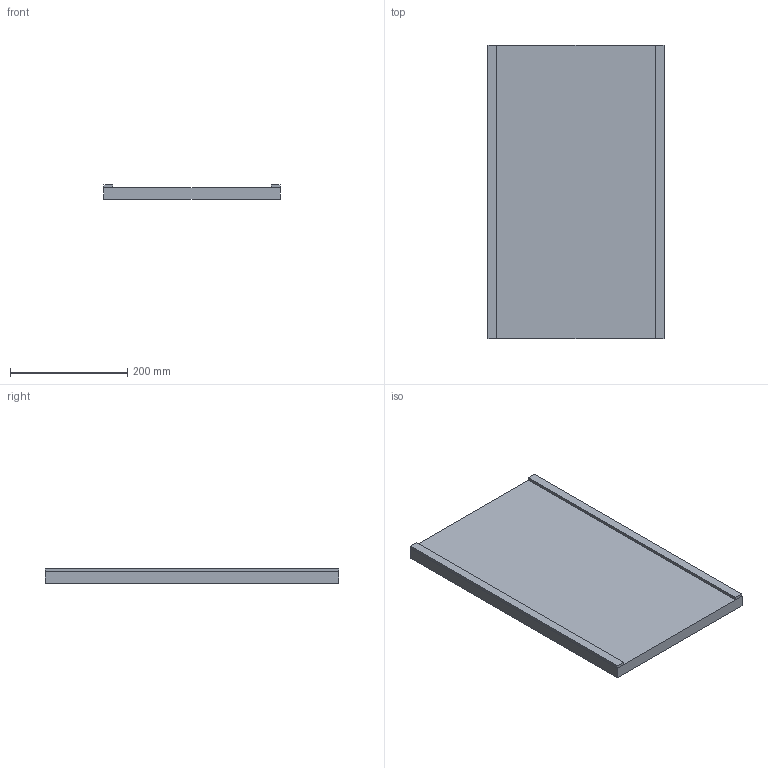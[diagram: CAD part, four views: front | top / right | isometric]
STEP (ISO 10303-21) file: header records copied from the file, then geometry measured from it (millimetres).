
FILE_DESCRIPTION(/* description */ (''),/* implementation_level */ '2;1');
FILE_NAME(/* name */ 'assy_straight_both_white.stp',/* time_stamp */ '2017-11-16T15:51:25-07:00',/* author */ ('Platform'),/* organization */ (''),/* preprocessor_version */ 'ST-DEVELOPER v16.13',/* originating_system */ 'Autodesk Inventor 2018',/* authorisation */ '');
FILE_SCHEMA (('AUTOMOTIVE_DESIGN { 1 0 10303 214 3 1 1 }'));
Products named in the file (3): assy_straight_both_white; upper_plate_straight v1; straight_line
Assembly tree (3 placements, depth 2):
  assy_straight_both_white
    upper_plate_straight v1
    straight_line  x2
Bounding box: 300 x 500 x 25 mm (x, y, z)
Volume: 3075000 mm3; surface area: 372300 mm2
Topology: 3 solids, 3 shells, 18 faces, 36 edges, 24 vertices
Faces by surface type: plane 18
Entity records: 459 total; most frequent: DIRECTION 62, CARTESIAN_POINT 59, ORIENTED_EDGE 48, LINE 24, VECTOR 24, EDGE_CURVE 24, AXIS2_PLACEMENT_3D 19, VERTEX_POINT 16
